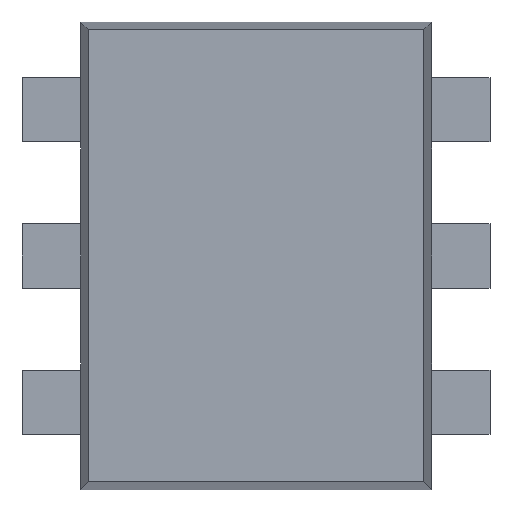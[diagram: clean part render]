
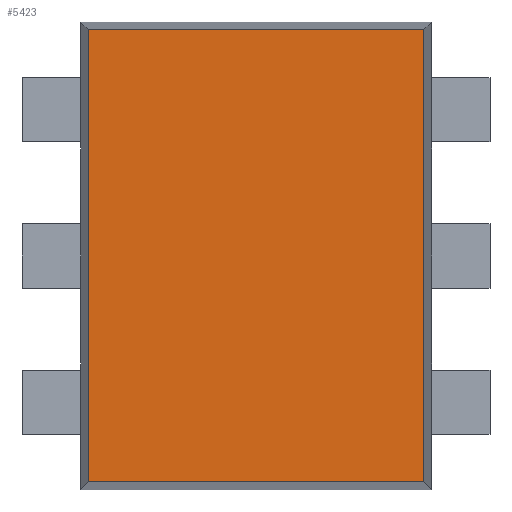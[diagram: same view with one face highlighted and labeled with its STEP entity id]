
A CAD part, top view. The second image highlights one B-rep face of the part: STEP entity #5423.
In plain terms, the highlighted planar face has unit normal (0, 0, 1).
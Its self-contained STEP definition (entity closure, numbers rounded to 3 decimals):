
#98 = B_SPLINE_SURFACE_WITH_KNOTS('',1,1,(
(#99,#100)
,(#101,#102
)),.UNSPECIFIED.,.F.,.F.,.F.,(2,2),(2,2),(0.,1.2),(0.,1.),
.PIECEWISE_BEZIER_KNOTS.);
#99 = CARTESIAN_POINT('',(0.6,0.8,0.11));
#100 = CARTESIAN_POINT('',(0.573,0.773,0.63));
#101 = CARTESIAN_POINT('',(-0.6,0.8,0.11));
#102 = CARTESIAN_POINT('',(-0.573,0.773,0.63));
#879 = B_SPLINE_SURFACE_WITH_KNOTS('',1,1,(
(#880,#881)
,(#882,#883
)),.UNSPECIFIED.,.F.,.F.,.F.,(2,2),(2,2),(0.,1.6),(0.,1.),
.PIECEWISE_BEZIER_KNOTS.);
#880 = CARTESIAN_POINT('',(-0.6,0.8,0.11));
#881 = CARTESIAN_POINT('',(-0.573,0.773,0.63));
#882 = CARTESIAN_POINT('',(-0.6,-0.8,0.11));
#883 = CARTESIAN_POINT('',(-0.573,-0.773,0.63));
#896 = VERTEX_POINT('',#897);
#897 = CARTESIAN_POINT('',(-0.573,0.773,0.63));
#917 = EDGE_CURVE('',#918,#896,#920,.T.);
#918 = VERTEX_POINT('',#919);
#919 = CARTESIAN_POINT('',(0.573,0.773,0.63));
#920 = SURFACE_CURVE('',#921,(#925,#931),.PCURVE_S1.);
#921 = LINE('',#922,#923);
#922 = CARTESIAN_POINT('',(0.573,0.773,0.63));
#923 = VECTOR('',#924,1.);
#924 = DIRECTION('',(-1.,0.,0.));
#925 = PCURVE('',#98,#926);
#926 = DEFINITIONAL_REPRESENTATION('',(#927),#930);
#927 = B_SPLINE_CURVE_WITH_KNOTS('',1,(#928,#929),.UNSPECIFIED.,.F.,.F.,
(2,2),(0.,1.145),.PIECEWISE_BEZIER_KNOTS.);
#928 = CARTESIAN_POINT('',(0.,1.));
#929 = CARTESIAN_POINT('',(1.2,1.));
#930 = ( GEOMETRIC_REPRESENTATION_CONTEXT(2)
PARAMETRIC_REPRESENTATION_CONTEXT() REPRESENTATION_CONTEXT('2D SPACE',''
) );
#931 = PCURVE('',#932,#937);
#932 = PLANE('',#933);
#933 = AXIS2_PLACEMENT_3D('',#934,#935,#936);
#934 = CARTESIAN_POINT('',(-0.573,0.773,0.63));
#935 = DIRECTION('',(0.,0.,-1.));
#936 = DIRECTION('',(0.595,-0.803,0.));
#937 = DEFINITIONAL_REPRESENTATION('',(#938),#942);
#938 = LINE('',#939,#940);
#939 = CARTESIAN_POINT('',(0.682,-0.92));
#940 = VECTOR('',#941,1.);
#941 = DIRECTION('',(-0.595,0.803));
#942 = ( GEOMETRIC_REPRESENTATION_CONTEXT(2)
PARAMETRIC_REPRESENTATION_CONTEXT() REPRESENTATION_CONTEXT('2D SPACE',''
) );
#957 = B_SPLINE_SURFACE_WITH_KNOTS('',1,1,(
(#958,#959)
,(#960,#961
)),.UNSPECIFIED.,.F.,.F.,.F.,(2,2),(2,2),(0.,1.6),(0.,1.),
.PIECEWISE_BEZIER_KNOTS.);
#958 = CARTESIAN_POINT('',(0.6,-0.8,0.11));
#959 = CARTESIAN_POINT('',(0.573,-0.773,0.63));
#960 = CARTESIAN_POINT('',(0.6,0.8,0.11));
#961 = CARTESIAN_POINT('',(0.573,0.773,0.63));
#4863 = B_SPLINE_SURFACE_WITH_KNOTS('',1,1,(
(#4864,#4865)
,(#4866,#4867
)),.UNSPECIFIED.,.F.,.F.,.F.,(2,2),(2,2),(0.,1.2),(0.,1.),
.PIECEWISE_BEZIER_KNOTS.);
#4864 = CARTESIAN_POINT('',(-0.6,-0.8,0.11));
#4865 = CARTESIAN_POINT('',(-0.573,-0.773,0.63));
#4866 = CARTESIAN_POINT('',(0.6,-0.8,0.11));
#4867 = CARTESIAN_POINT('',(0.573,-0.773,0.63));
#5305 = VERTEX_POINT('',#5306);
#5306 = CARTESIAN_POINT('',(-0.573,-0.773,0.63));
#5326 = EDGE_CURVE('',#896,#5305,#5327,.T.);
#5327 = SURFACE_CURVE('',#5328,(#5332,#5338),.PCURVE_S1.);
#5328 = LINE('',#5329,#5330);
#5329 = CARTESIAN_POINT('',(-0.573,0.773,0.63));
#5330 = VECTOR('',#5331,1.);
#5331 = DIRECTION('',(0.,-1.,0.));
#5332 = PCURVE('',#879,#5333);
#5333 = DEFINITIONAL_REPRESENTATION('',(#5334),#5337);
#5334 = B_SPLINE_CURVE_WITH_KNOTS('',1,(#5335,#5336),.UNSPECIFIED.,.F.,
.F.,(2,2),(0.,1.545),.PIECEWISE_BEZIER_KNOTS.);
#5335 = CARTESIAN_POINT('',(0.,1.));
#5336 = CARTESIAN_POINT('',(1.6,1.));
#5337 = ( GEOMETRIC_REPRESENTATION_CONTEXT(2)
PARAMETRIC_REPRESENTATION_CONTEXT() REPRESENTATION_CONTEXT('2D SPACE',''
) );
#5338 = PCURVE('',#932,#5339);
#5339 = DEFINITIONAL_REPRESENTATION('',(#5340),#5344);
#5340 = LINE('',#5341,#5342);
#5341 = CARTESIAN_POINT('',(0.,0.));
#5342 = VECTOR('',#5343,1.);
#5343 = DIRECTION('',(0.803,0.595));
#5344 = ( GEOMETRIC_REPRESENTATION_CONTEXT(2)
PARAMETRIC_REPRESENTATION_CONTEXT() REPRESENTATION_CONTEXT('2D SPACE',''
) );
#5423 = ADVANCED_FACE('',(#5424),#932,.F.);
#5424 = FACE_BOUND('',#5425,.T.);
#5425 = EDGE_LOOP('',(#5426,#5427,#5449,#5469));
#5426 = ORIENTED_EDGE('',*,*,#5326,.T.);
#5427 = ORIENTED_EDGE('',*,*,#5428,.T.);
#5428 = EDGE_CURVE('',#5305,#5429,#5431,.T.);
#5429 = VERTEX_POINT('',#5430);
#5430 = CARTESIAN_POINT('',(0.573,-0.773,0.63));
#5431 = SURFACE_CURVE('',#5432,(#5436,#5443),.PCURVE_S1.);
#5432 = LINE('',#5433,#5434);
#5433 = CARTESIAN_POINT('',(-0.573,-0.773,0.63));
#5434 = VECTOR('',#5435,1.);
#5435 = DIRECTION('',(1.,0.,0.));
#5436 = PCURVE('',#932,#5437);
#5437 = DEFINITIONAL_REPRESENTATION('',(#5438),#5442);
#5438 = LINE('',#5439,#5440);
#5439 = CARTESIAN_POINT('',(1.242,0.92));
#5440 = VECTOR('',#5441,1.);
#5441 = DIRECTION('',(0.595,-0.803));
#5442 = ( GEOMETRIC_REPRESENTATION_CONTEXT(2)
PARAMETRIC_REPRESENTATION_CONTEXT() REPRESENTATION_CONTEXT('2D SPACE',''
) );
#5443 = PCURVE('',#4863,#5444);
#5444 = DEFINITIONAL_REPRESENTATION('',(#5445),#5448);
#5445 = B_SPLINE_CURVE_WITH_KNOTS('',1,(#5446,#5447),.UNSPECIFIED.,.F.,
.F.,(2,2),(0.,1.145),.PIECEWISE_BEZIER_KNOTS.);
#5446 = CARTESIAN_POINT('',(0.,1.));
#5447 = CARTESIAN_POINT('',(1.2,1.));
#5448 = ( GEOMETRIC_REPRESENTATION_CONTEXT(2)
PARAMETRIC_REPRESENTATION_CONTEXT() REPRESENTATION_CONTEXT('2D SPACE',''
) );
#5449 = ORIENTED_EDGE('',*,*,#5450,.T.);
#5450 = EDGE_CURVE('',#5429,#918,#5451,.T.);
#5451 = SURFACE_CURVE('',#5452,(#5456,#5463),.PCURVE_S1.);
#5452 = LINE('',#5453,#5454);
#5453 = CARTESIAN_POINT('',(0.573,-0.773,0.63));
#5454 = VECTOR('',#5455,1.);
#5455 = DIRECTION('',(0.,1.,0.));
#5456 = PCURVE('',#932,#5457);
#5457 = DEFINITIONAL_REPRESENTATION('',(#5458),#5462);
#5458 = LINE('',#5459,#5460);
#5459 = CARTESIAN_POINT('',(1.924,0.));
#5460 = VECTOR('',#5461,1.);
#5461 = DIRECTION('',(-0.803,-0.595));
#5462 = ( GEOMETRIC_REPRESENTATION_CONTEXT(2)
PARAMETRIC_REPRESENTATION_CONTEXT() REPRESENTATION_CONTEXT('2D SPACE',''
) );
#5463 = PCURVE('',#957,#5464);
#5464 = DEFINITIONAL_REPRESENTATION('',(#5465),#5468);
#5465 = B_SPLINE_CURVE_WITH_KNOTS('',1,(#5466,#5467),.UNSPECIFIED.,.F.,
.F.,(2,2),(0.,1.545),.PIECEWISE_BEZIER_KNOTS.);
#5466 = CARTESIAN_POINT('',(0.,1.));
#5467 = CARTESIAN_POINT('',(1.6,1.));
#5468 = ( GEOMETRIC_REPRESENTATION_CONTEXT(2)
PARAMETRIC_REPRESENTATION_CONTEXT() REPRESENTATION_CONTEXT('2D SPACE',''
) );
#5469 = ORIENTED_EDGE('',*,*,#917,.T.);
